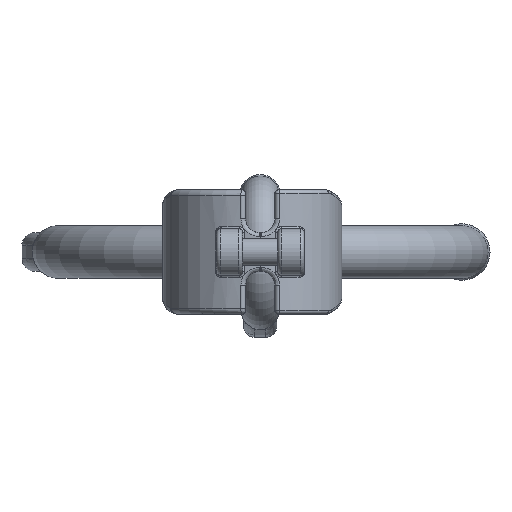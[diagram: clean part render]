
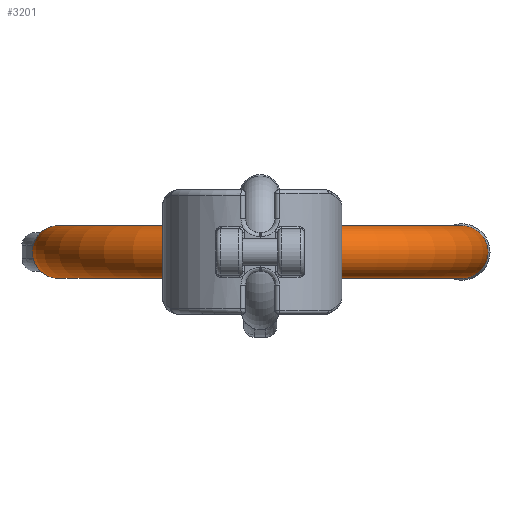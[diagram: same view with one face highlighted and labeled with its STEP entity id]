
A CAD part, front view. The second image highlights one B-rep face of the part: STEP entity #3201.
In plain terms, the highlighted toroidal (fillet/blend) face has major radius 103.5 mm and minor radius 13.5 mm.
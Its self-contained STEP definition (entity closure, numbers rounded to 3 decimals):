
#316=TOROIDAL_SURFACE('',#9881,103.5,13.5);
#3201=ADVANCED_FACE('',(#3375,#3376),#316,.T.);
#3375=FACE_BOUND('',#3952,.T.);
#3376=FACE_BOUND('',#3953,.T.);
#3952=EDGE_LOOP('',(#6578));
#3953=EDGE_LOOP('',(#6579));
#6578=ORIENTED_EDGE('',*,*,#8757,.T.);
#6579=ORIENTED_EDGE('',*,*,#8795,.F.);
#7434=VERTEX_POINT('',#20309);
#7472=VERTEX_POINT('',#20567);
#8757=EDGE_CURVE('',#7434,#7434,#9136,.T.);
#8795=EDGE_CURVE('',#7472,#7472,#9138,.T.);
#9136=CIRCLE('',#9863,13.5);
#9138=CIRCLE('',#9875,13.5);
#9863=AXIS2_PLACEMENT_3D('',#20308,#11835,#11836);
#9875=AXIS2_PLACEMENT_3D('',#20566,#11867,#11868);
#9881=AXIS2_PLACEMENT_3D('',#20576,#11879,#11880);
#11835=DIRECTION('',(0.,-1.,0.));
#11836=DIRECTION('',(1.,0.,0.));
#11867=DIRECTION('',(0.,1.,0.));
#11868=DIRECTION('',(-1.,0.,0.));
#11879=DIRECTION('',(0.,0.,1.));
#11880=DIRECTION('',(1.,0.,0.));
#20308=CARTESIAN_POINT('',(-103.5,-80.,0.));
#20309=CARTESIAN_POINT('',(-90.,-80.,0.));
#20566=CARTESIAN_POINT('',(103.5,-80.,0.));
#20567=CARTESIAN_POINT('',(90.,-80.,0.));
#20576=CARTESIAN_POINT('',(0.,-80.,0.));
